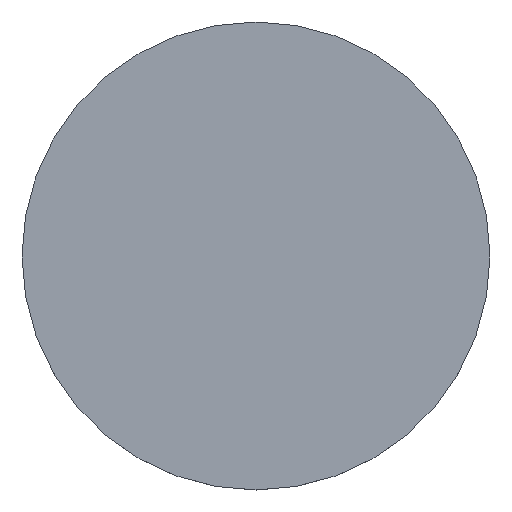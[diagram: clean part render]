
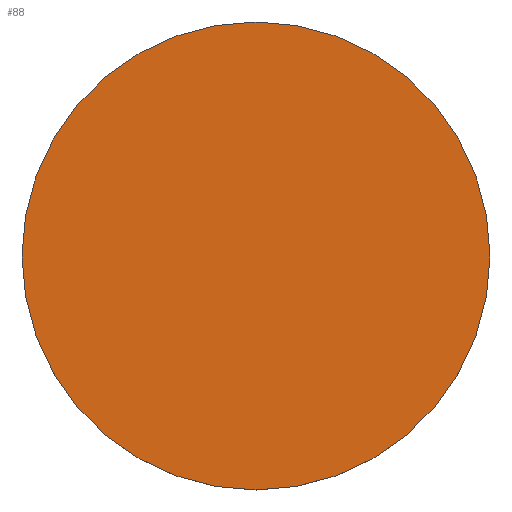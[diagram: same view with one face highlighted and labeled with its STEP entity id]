
A CAD part, top view. The second image highlights one B-rep face of the part: STEP entity #88.
In plain terms, the highlighted planar face has unit normal (0, 0, 1).
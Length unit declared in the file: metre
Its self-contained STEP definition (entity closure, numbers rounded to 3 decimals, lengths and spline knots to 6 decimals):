
#88 = ADVANCED_FACE( 'NONE', ( #174 ), #175, .T. );
#174 = FACE_OUTER_BOUND( '', #251, .T. );
#175 = PLANE( '', #252 );
#251 = EDGE_LOOP( '', ( #442 ) );
#252 = AXIS2_PLACEMENT_3D( '', #443, #444, #445 );
#442 = ORIENTED_EDGE( '', *, *, #516, .T. );
#443 = CARTESIAN_POINT( '', ( 0., 0., 0. ) );
#444 = DIRECTION( '', ( 0., 0., 1. ) );
#445 = DIRECTION( '', ( 1., 0., 0. ) );
#516 = EDGE_CURVE( 'NONE', #624, #624, #625, .T. );
#624 = VERTEX_POINT( '', #822 );
#625 = CIRCLE( '', #823, 0.01 );
#822 = CARTESIAN_POINT( '', ( 0., -0.01, 0. ) );
#823 = AXIS2_PLACEMENT_3D( '', #898, #899, #900 );
#898 = CARTESIAN_POINT( '', ( 0., 0., 0. ) );
#899 = DIRECTION( '', ( 0., 0., 1. ) );
#900 = DIRECTION( '', ( 0., -1., 0. ) );
